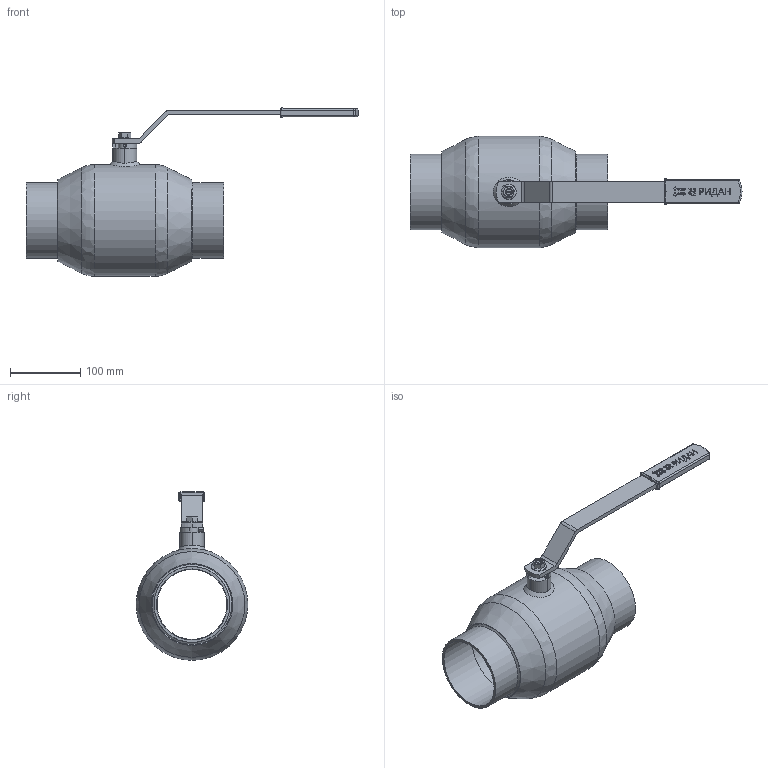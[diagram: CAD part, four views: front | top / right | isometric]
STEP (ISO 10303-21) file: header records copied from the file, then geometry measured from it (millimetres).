
FILE_DESCRIPTION(('TFLEX Exchange Step'),'2;1');
FILE_NAME('065N9608 - Кран шаровой Basic DN100.stp', '2023-08-30T11:41:34+03:00',('RUCO3277'),('Unknown organisation'),'TFLEX Exchange 2022.1','T-FLEX CAD','Unknown authorisation');
FILE_SCHEMA( ('AUTOMOTIVE_DESIGN { 1 0 10303 214 1 1 1 1 }') );
Length unit declared in the file: millimetre
Products named in the file (10): <Другие гайки>Гайка ГОСТ Р ИСО 4161-2013; 50050022 - Штифт; 24050428R - Грипса; 24100433 - Рукоятка; 24100530 - Рукоятка СБ; 24100432 - Патрубок; 24100427 - Шток; 24100406 - Корпус штока; 24100409 - Корпус (гнутый); 065N9608 - Кран шаровой Basic DN100
Assembly tree (9 placements, depth 3):
  065N9608 - Кран шаровой Basic DN100
    <Другие гайки>Гайка ГОСТ Р ИСО 4161-2013
    50050022 - Штифт
    24100530 - Рукоятка СБ
      24050428R - Грипса
      24100433 - Рукоятка
    24100432 - Патрубок
    24100427 - Шток
    24100406 - Корпус штока
    24100409 - Корпус (гнутый)
Bounding box: 472.62 x 159 x 240.05 mm (x, y, z)
Volume: 687104.1 mm3; surface area: 380489.7 mm2
Topology: 15 solids, 15 shells, 492 faces, 1237 edges, 798 vertices
Faces by surface type: plane 292, cylinder 67, bspline 67, torus 39, cone 19, sphere 4, extrusion 4
Full cylindrical faces by diameter (mm): 5 x1, 8.376 x1, 10 x1, 16.5 x2, 18 x1, 18.1 x1, 20 x4, 22 x1, 99.5 x2, 101 x2, 102.5 x2, 106.5 x2, 108 x2, 151 x1, 159 x1
Entity records: 17059 total; most frequent: CARTESIAN_POINT 5314, ORIENTED_EDGE 2448, DIRECTION 2214, EDGE_CURVE 1224, VECTOR 800, VERTEX_POINT 798, LINE 796, AXIS2_PLACEMENT_3D 707
